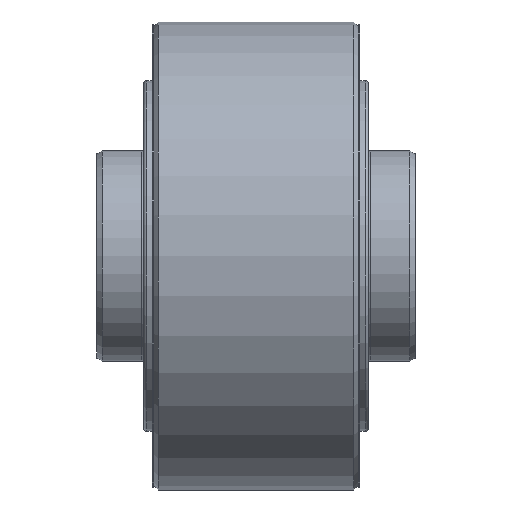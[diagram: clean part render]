
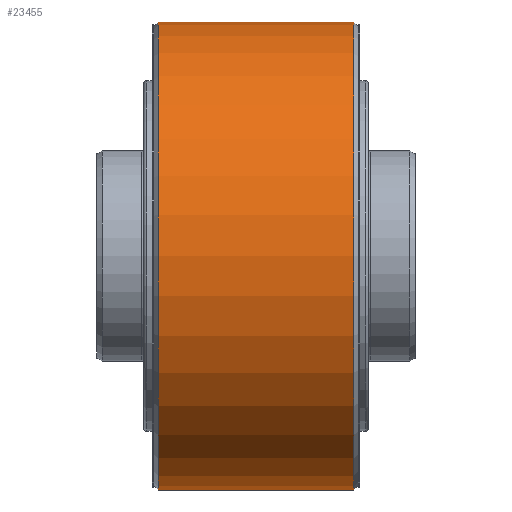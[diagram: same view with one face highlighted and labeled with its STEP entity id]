
A CAD part, top view. The second image highlights one B-rep face of the part: STEP entity #23455.
In plain terms, the highlighted cylindrical face has radius 50 mm (diameter 100 mm), a partial arc.
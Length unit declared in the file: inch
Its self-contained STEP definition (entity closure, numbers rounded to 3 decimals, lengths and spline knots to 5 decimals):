
#22615=CARTESIAN_POINT('',(-0.82283,0.,0.));
#22616=DIRECTION('',(1.,0.,0.));
#22617=DIRECTION('',(0.,1.,0.));
#22618=AXIS2_PLACEMENT_3D('',#22615,#22616,#22617);
#22634=DIRECTION('',(-1.,0.,0.));
#22635=VECTOR('',#22634,1.64567);
#22636=CARTESIAN_POINT('',(0.82283,-1.9685,
0.));
#22637=LINE('',#22636,#22635);
#22643=DIRECTION('',(1.,0.,0.));
#22644=VECTOR('',#22643,1.64567);
#22645=CARTESIAN_POINT('',(-0.82283,1.9685,
0.));
#22646=LINE('',#22645,#22644);
#22647=CARTESIAN_POINT('',(0.82283,0.,0.));
#22648=DIRECTION('',(1.,0.,0.));
#22649=DIRECTION('',(0.,1.,0.));
#22650=AXIS2_PLACEMENT_3D('',#22647,#22648,#22649);
#23178=CARTESIAN_POINT('',(0.82283,-1.9685,
0.));
#23179=CARTESIAN_POINT('',(-0.82283,-1.9685,
0.));
#23180=VERTEX_POINT('',#23178);
#23181=VERTEX_POINT('',#23179);
#23182=CARTESIAN_POINT('',(-0.82283,1.9685,
0.));
#23183=CARTESIAN_POINT('',(0.82283,1.9685,
0.));
#23184=VERTEX_POINT('',#23182);
#23185=VERTEX_POINT('',#23183);
#23443=CARTESIAN_POINT('',(-0.8622,0.,0.));
#23444=DIRECTION('',(1.,0.,0.));
#23445=DIRECTION('',(0.,-1.,0.));
#23446=AXIS2_PLACEMENT_3D('',#23443,#23444,#23445);
#23447=CYLINDRICAL_SURFACE('',#23446,1.9685);
#23448=ORIENTED_EDGE('',*,*,#23437,.T.);
#23450=ORIENTED_EDGE('',*,*,#23449,.T.);
#23451=ORIENTED_EDGE('',*,*,#23433,.T.);
#23452=ORIENTED_EDGE('',*,*,#23408,.F.);
#23453=EDGE_LOOP('',(#23448,#23450,#23451,#23452));
#23454=FACE_OUTER_BOUND('',#23453,.F.);
#22619=CIRCLE('',#22618,1.9685);
#22651=CIRCLE('',#22650,1.9685);
#23408=EDGE_CURVE('',#23184,#23181,#22619,.T.);
#23433=EDGE_CURVE('',#23180,#23181,#22637,.T.);
#23437=EDGE_CURVE('',#23184,#23185,#22646,.T.);
#23449=EDGE_CURVE('',#23185,#23180,#22651,.T.);
#23455=ADVANCED_FACE('',(#23454),#23447,.T.);
